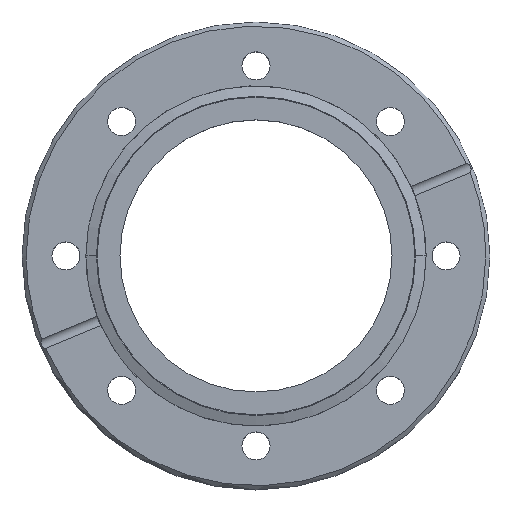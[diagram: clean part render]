
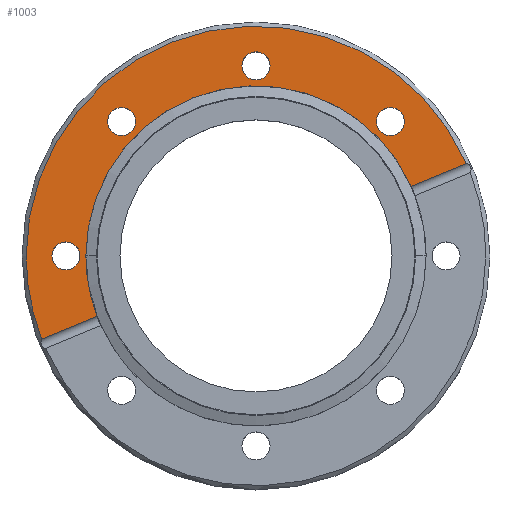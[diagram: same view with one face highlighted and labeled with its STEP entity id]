
A CAD part, top view. The second image highlights one B-rep face of the part: STEP entity #1003.
In plain terms, the highlighted planar face has unit normal (0, 0, 1).
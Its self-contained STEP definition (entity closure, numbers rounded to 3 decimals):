
#2 = EDGE_LOOP ( 'NONE', ( #753, #299 ) ) ;
#3 = PLANE ( 'NONE',  #1648 ) ;
#7 = CARTESIAN_POINT ( 'NONE',  ( -42.7, 0., 0. ) ) ;
#30 = AXIS2_PLACEMENT_3D ( 'NONE', #1723, #1051, #1176 ) ;
#62 = EDGE_LOOP ( 'NONE', ( #131, #393 ) ) ;
#78 = CIRCLE ( 'NONE', #139, 3.4 ) ;
#96 = CARTESIAN_POINT ( 'NONE',  ( 51.035, 22.438, 0. ) ) ;
#110 = EDGE_CURVE ( 'NONE', #1087, #1390, #1136, .T. ) ;
#129 = CARTESIAN_POINT ( 'NONE',  ( 33., 0., 0. ) ) ;
#131 = ORIENTED_EDGE ( 'NONE', *, *, #1545, .F. ) ;
#134 = VERTEX_POINT ( 'NONE', #857 ) ;
#139 = AXIS2_PLACEMENT_3D ( 'NONE', #1402, #550, #1515 ) ;
#145 = CARTESIAN_POINT ( 'NONE',  ( 32.598, 32.598, 0. ) ) ;
#161 = ORIENTED_EDGE ( 'NONE', *, *, #369, .F. ) ;
#179 = AXIS2_PLACEMENT_3D ( 'NONE', #531, #526, #524 ) ;
#199 = EDGE_CURVE ( 'NONE', #1347, #982, #1093, .T. ) ;
#215 = CARTESIAN_POINT ( 'NONE',  ( -41.275, 0., 0. ) ) ;
#263 = VERTEX_POINT ( 'NONE', #7 ) ;
#281 = AXIS2_PLACEMENT_3D ( 'NONE', #885, #879, #869 ) ;
#299 = ORIENTED_EDGE ( 'NONE', *, *, #1449, .F. ) ;
#307 = CARTESIAN_POINT ( 'NONE',  ( -29.198, 32.598, 0. ) ) ;
#329 = VERTEX_POINT ( 'NONE', #812 ) ;
#335 = DIRECTION ( 'NONE',  ( 0., 0., 1. ) ) ;
#361 = CARTESIAN_POINT ( 'NONE',  ( -38.576, -14.68, 0. ) ) ;
#369 = EDGE_CURVE ( 'NONE', #372, #1490, #377, .T. ) ;
#372 = VERTEX_POINT ( 'NONE', #618 ) ;
#377 = CIRCLE ( 'NONE', #179, 3.4 ) ;
#393 = ORIENTED_EDGE ( 'NONE', *, *, #1199, .F. ) ;
#411 = AXIS2_PLACEMENT_3D ( 'NONE', #639, #1583, #801 ) ;
#436 = VERTEX_POINT ( 'NONE', #215 ) ;
#449 = CIRCLE ( 'NONE', #542, 3.4 ) ;
#464 = ORIENTED_EDGE ( 'NONE', *, *, #1222, .F. ) ;
#470 = CIRCLE ( 'NONE', #1469, 3.4 ) ;
#505 = DIRECTION ( 'NONE',  ( 0.924, 0.383, 0. ) ) ;
#516 = AXIS2_PLACEMENT_3D ( 'NONE', #798, #748, #741 ) ;
#517 = CIRCLE ( 'NONE', #848, 3.4 ) ;
#522 = EDGE_CURVE ( 'NONE', #436, #982, #1092, .T. ) ;
#524 = DIRECTION ( 'NONE',  ( 1., 0., 0. ) ) ;
#526 = DIRECTION ( 'NONE',  ( 0., 0., 1. ) ) ;
#531 = CARTESIAN_POINT ( 'NONE',  ( 32.598, 32.598, 0. ) ) ;
#533 = EDGE_LOOP ( 'NONE', ( #464, #1237 ) ) ;
#534 = CARTESIAN_POINT ( 'NONE',  ( -68.963, -27.266, 0. ) ) ;
#539 = FACE_OUTER_BOUND ( 'NONE', #594, .T. ) ;
#542 = AXIS2_PLACEMENT_3D ( 'NONE', #1411, #568, #1527 ) ;
#550 = DIRECTION ( 'NONE',  ( 0., 0., 1. ) ) ;
#552 = EDGE_CURVE ( 'NONE', #1490, #372, #517, .T. ) ;
#563 = VERTEX_POINT ( 'NONE', #1114 ) ;
#568 = DIRECTION ( 'NONE',  ( 0., 0., 1. ) ) ;
#590 = CARTESIAN_POINT ( 'NONE',  ( 0., 0., 0. ) ) ;
#591 = FACE_BOUND ( 'NONE', #2, .T. ) ;
#594 = EDGE_LOOP ( 'NONE', ( #1335, #1523, #1521, #1202, #1148, #1063 ) ) ;
#611 = EDGE_CURVE ( 'NONE', #263, #1436, #1243, .T. ) ;
#618 = CARTESIAN_POINT ( 'NONE',  ( 29.198, 32.598, 0. ) ) ;
#635 = FACE_BOUND ( 'NONE', #62, .T. ) ;
#639 = CARTESIAN_POINT ( 'NONE',  ( 0., 0., 0. ) ) ;
#674 = CARTESIAN_POINT ( 'NONE',  ( -51.954, -20.221, 0. ) ) ;
#722 = CIRCLE ( 'NONE', #411, 41.275 ) ;
#729 = LINE ( 'NONE', #1701, #1462 ) ;
#741 = DIRECTION ( 'NONE',  ( 1., 0., 0. ) ) ;
#746 = DIRECTION ( 'NONE',  ( 1., 0., 0. ) ) ;
#748 = DIRECTION ( 'NONE',  ( 0., 0., 1. ) ) ;
#753 = ORIENTED_EDGE ( 'NONE', *, *, #611, .F. ) ;
#774 = DIRECTION ( 'NONE',  ( 1., 0., 0. ) ) ;
#776 = CARTESIAN_POINT ( 'NONE',  ( -46.1, 0., 0. ) ) ;
#786 = DIRECTION ( 'NONE',  ( 1., 0., 0. ) ) ;
#798 = CARTESIAN_POINT ( 'NONE',  ( 0., 0., 0. ) ) ;
#801 = DIRECTION ( 'NONE',  ( 1., 0., 0. ) ) ;
#812 = CARTESIAN_POINT ( 'NONE',  ( 3.4, 46.1, 0. ) ) ;
#825 = CARTESIAN_POINT ( 'NONE',  ( 0., 46.1, 0. ) ) ;
#828 = CIRCLE ( 'NONE', #1697, 3.4 ) ;
#848 = AXIS2_PLACEMENT_3D ( 'NONE', #145, #1127, #1234 ) ;
#857 = CARTESIAN_POINT ( 'NONE',  ( 37.658, 16.897, 0. ) ) ;
#869 = DIRECTION ( 'NONE',  ( 1., 0., 0. ) ) ;
#870 = CIRCLE ( 'NONE', #281, 3.4 ) ;
#879 = DIRECTION ( 'NONE',  ( 0., 0., 1. ) ) ;
#885 = CARTESIAN_POINT ( 'NONE',  ( -46.1, 0., 0. ) ) ;
#891 = DIRECTION ( 'NONE',  ( 0., 0., 1. ) ) ;
#919 = ORIENTED_EDGE ( 'NONE', *, *, #552, .F. ) ;
#951 = FACE_BOUND ( 'NONE', #533, .T. ) ;
#960 = DIRECTION ( 'NONE',  ( 0.924, 0.383, 0. ) ) ;
#982 = VERTEX_POINT ( 'NONE', #361 ) ;
#998 = DIRECTION ( 'NONE',  ( 1., 0., 0. ) ) ;
#1003 = ADVANCED_FACE ( 'NONE', ( #1361, #591, #635, #951, #539 ), #3, .F. ) ;
#1026 = CARTESIAN_POINT ( 'NONE',  ( -55.75, 0., 0. ) ) ;
#1051 = DIRECTION ( 'NONE',  ( 0., 0., 1. ) ) ;
#1063 = ORIENTED_EDGE ( 'NONE', *, *, #1272, .T. ) ;
#1087 = VERTEX_POINT ( 'NONE', #96 ) ;
#1092 = CIRCLE ( 'NONE', #30, 41.275 ) ;
#1093 = LINE ( 'NONE', #534, #1710 ) ;
#1114 = CARTESIAN_POINT ( 'NONE',  ( -35.998, 32.598, 0. ) ) ;
#1127 = DIRECTION ( 'NONE',  ( 0., 0., 1. ) ) ;
#1128 = AXIS2_PLACEMENT_3D ( 'NONE', #776, #891, #774 ) ;
#1136 = CIRCLE ( 'NONE', #516, 55.75 ) ;
#1148 = ORIENTED_EDGE ( 'NONE', *, *, #1740, .F. ) ;
#1163 = DIRECTION ( 'NONE',  ( -1., 0., 0. ) ) ;
#1176 = DIRECTION ( 'NONE',  ( 1., 0., 0. ) ) ;
#1199 = EDGE_CURVE ( 'NONE', #563, #1203, #470, .T. ) ;
#1202 = ORIENTED_EDGE ( 'NONE', *, *, #522, .F. ) ;
#1203 = VERTEX_POINT ( 'NONE', #307 ) ;
#1222 = EDGE_CURVE ( 'NONE', #329, #1549, #828, .T. ) ;
#1234 = DIRECTION ( 'NONE',  ( 1., 0., 0. ) ) ;
#1237 = ORIENTED_EDGE ( 'NONE', *, *, #1606, .F. ) ;
#1243 = CIRCLE ( 'NONE', #1128, 3.4 ) ;
#1252 = DIRECTION ( 'NONE',  ( 0., 0., 1. ) ) ;
#1272 = EDGE_CURVE ( 'NONE', #134, #1087, #729, .T. ) ;
#1303 = CARTESIAN_POINT ( 'NONE',  ( -49.5, 0., 0. ) ) ;
#1335 = ORIENTED_EDGE ( 'NONE', *, *, #110, .T. ) ;
#1347 = VERTEX_POINT ( 'NONE', #674 ) ;
#1361 = FACE_BOUND ( 'NONE', #1767, .T. ) ;
#1390 = VERTEX_POINT ( 'NONE', #1026 ) ;
#1402 = CARTESIAN_POINT ( 'NONE',  ( -32.598, 32.598, 0. ) ) ;
#1411 = CARTESIAN_POINT ( 'NONE',  ( 0., 46.1, 0. ) ) ;
#1426 = CARTESIAN_POINT ( 'NONE',  ( 35.998, 32.598, 0. ) ) ;
#1436 = VERTEX_POINT ( 'NONE', #1303 ) ;
#1449 = EDGE_CURVE ( 'NONE', #1436, #263, #870, .T. ) ;
#1462 = VECTOR ( 'NONE', #960, 1000. ) ;
#1469 = AXIS2_PLACEMENT_3D ( 'NONE', #1501, #1252, #998 ) ;
#1490 = VERTEX_POINT ( 'NONE', #1426 ) ;
#1501 = CARTESIAN_POINT ( 'NONE',  ( -32.598, 32.598, 0. ) ) ;
#1504 = CIRCLE ( 'NONE', #1706, 55.75 ) ;
#1515 = DIRECTION ( 'NONE',  ( 1., 0., 0. ) ) ;
#1521 = ORIENTED_EDGE ( 'NONE', *, *, #199, .T. ) ;
#1523 = ORIENTED_EDGE ( 'NONE', *, *, #1641, .T. ) ;
#1527 = DIRECTION ( 'NONE',  ( 1., 0., 0. ) ) ;
#1545 = EDGE_CURVE ( 'NONE', #1203, #563, #78, .T. ) ;
#1546 = DIRECTION ( 'NONE',  ( 0., 0., 1. ) ) ;
#1549 = VERTEX_POINT ( 'NONE', #1738 ) ;
#1561 = DIRECTION ( 'NONE',  ( 0., 0., -1. ) ) ;
#1583 = DIRECTION ( 'NONE',  ( 0., 0., 1. ) ) ;
#1606 = EDGE_CURVE ( 'NONE', #1549, #329, #449, .T. ) ;
#1641 = EDGE_CURVE ( 'NONE', #1390, #1347, #1504, .T. ) ;
#1648 = AXIS2_PLACEMENT_3D ( 'NONE', #129, #1561, #1163 ) ;
#1697 = AXIS2_PLACEMENT_3D ( 'NONE', #825, #335, #786 ) ;
#1701 = CARTESIAN_POINT ( 'NONE',  ( -68.963, -27.266, 0. ) ) ;
#1706 = AXIS2_PLACEMENT_3D ( 'NONE', #590, #1546, #746 ) ;
#1710 = VECTOR ( 'NONE', #505, 1000. ) ;
#1723 = CARTESIAN_POINT ( 'NONE',  ( 0., 0., 0. ) ) ;
#1738 = CARTESIAN_POINT ( 'NONE',  ( -3.4, 46.1, 0. ) ) ;
#1740 = EDGE_CURVE ( 'NONE', #134, #436, #722, .T. ) ;
#1767 = EDGE_LOOP ( 'NONE', ( #919, #161 ) ) ;
